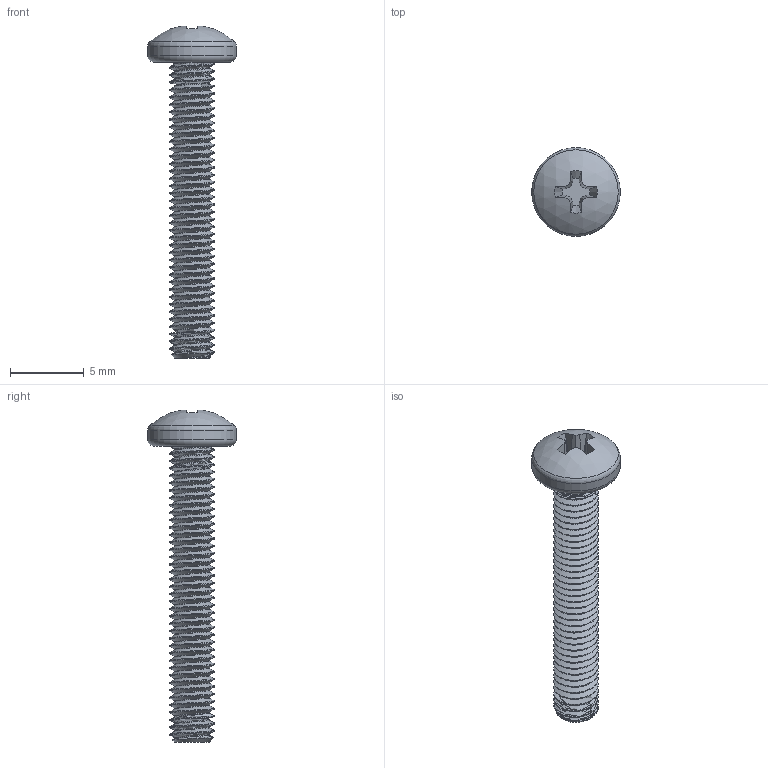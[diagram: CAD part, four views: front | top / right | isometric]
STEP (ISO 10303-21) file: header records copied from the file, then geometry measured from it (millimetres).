
FILE_DESCRIPTION(/* description */ ('STEP AP203'),/* implementation_level */ '2;1');
FILE_NAME(/* name */ '92000A128_18-8 SS METRIC PAN HEAD PHIL MACHINE SCREW M3 20mm.stp',/* time_stamp */ '2018-07-31T12:18:18-07:00',/* author */ ('MJ'),/* organization */ ('Microsoft'),/* preprocessor_version */ 'ST-DEVELOPER v16.13',/* originating_system */ 'Autodesk Inventor 2018',/* authorisation */ '');
FILE_SCHEMA (('AUTOMOTIVE_DESIGN { 1 0 10303 214 3 1 1 }'));
Length unit declared in the file: millimetre
Products named in the file (1): 92000A128_18-8 SS METRIC PAN HEAD PHIL MACHINE SCREW M3 20mm
Bounding box: 6 x 6 x 22.44 mm (x, y, z)
Volume: 136.9 mm3; surface area: 337 mm2
Topology: 1 solids, 1 shells, 33 faces, 88 edges, 59 vertices
Faces by surface type: plane 19, cone 5, cylinder 3, bspline 3, torus 2, sphere 1
Full cylindrical faces by diameter (mm): 6 x1
Entity records: 8289 total; most frequent: CARTESIAN_POINT 7471, ORIENTED_EDGE 168, DIRECTION 157, EDGE_CURVE 84, AXIS2_PLACEMENT_3D 64, VERTEX_POINT 58, EDGE_LOOP 38, FACE_OUTER_BOUND 33
